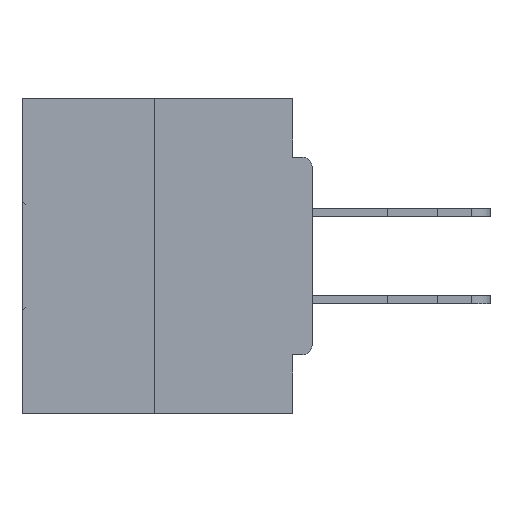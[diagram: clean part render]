
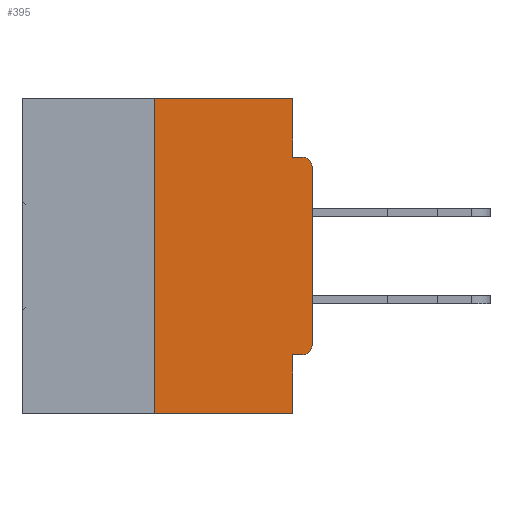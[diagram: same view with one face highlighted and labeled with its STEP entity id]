
A CAD part, left-side view. The second image highlights one B-rep face of the part: STEP entity #395.
In plain terms, the highlighted planar face has unit normal (-1, 0, 0).
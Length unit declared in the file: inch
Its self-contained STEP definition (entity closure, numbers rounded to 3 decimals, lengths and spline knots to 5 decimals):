
#62 = DIRECTION ( 'NONE',  ( 0., 0., 1. ) ) ;
#191 = CARTESIAN_POINT ( 'NONE',  ( 0., 0.031, 0. ) ) ;
#395 = ADVANCED_FACE ( 'NONE', ( #18026 ), #33594, .F. ) ;
#945 = VERTEX_POINT ( 'NONE', #20261 ) ;
#1655 = VECTOR ( 'NONE', #40587, 39.37008 ) ;
#2001 = CARTESIAN_POINT ( 'NONE',  ( 0., 0.25, 0. ) ) ;
#2203 = DIRECTION ( 'NONE',  ( 0., 1., 0. ) ) ;
#2509 = VECTOR ( 'NONE', #27147, 39.37008 ) ;
#3464 = EDGE_CURVE ( 'NONE', #22878, #43692, #6198, .T. ) ;
#4417 = CARTESIAN_POINT ( 'NONE',  ( 0., 0.015, -0.3915 ) ) ;
#4516 = DIRECTION ( 'NONE',  ( -1., 0., 0. ) ) ;
#4670 = LINE ( 'NONE', #40560, #33721 ) ;
#5720 = LINE ( 'NONE', #29778, #23105 ) ;
#5990 = CARTESIAN_POINT ( 'NONE',  ( 0., 0.46, 0. ) ) ;
#6198 = LINE ( 'NONE', #41928, #12025 ) ;
#6623 = CARTESIAN_POINT ( 'NONE',  ( 0., 0., -0.0935 ) ) ;
#6773 = ORIENTED_EDGE ( 'NONE', *, *, #43035, .T. ) ;
#8186 = VERTEX_POINT ( 'NONE', #39150 ) ;
#9198 = CARTESIAN_POINT ( 'NONE',  ( 0., 0., -0.4065 ) ) ;
#10571 = ORIENTED_EDGE ( 'NONE', *, *, #13584, .F. ) ;
#10681 = LINE ( 'NONE', #6623, #1655 ) ;
#12025 = VECTOR ( 'NONE', #18691, 39.37008 ) ;
#13204 = CARTESIAN_POINT ( 'NONE',  ( 0., 0.031, -0.4065 ) ) ;
#13443 = EDGE_CURVE ( 'NONE', #43692, #945, #43741, .T. ) ;
#13584 = EDGE_CURVE ( 'NONE', #29175, #22878, #5720, .T. ) ;
#14398 = DIRECTION ( 'NONE',  ( 0., 0., -1. ) ) ;
#14635 = ORIENTED_EDGE ( 'NONE', *, *, #20391, .F. ) ;
#15214 = EDGE_CURVE ( 'NONE', #19335, #33163, #43067, .T. ) ;
#16142 = CARTESIAN_POINT ( 'NONE',  ( 0., 0.031, -0.5 ) ) ;
#16544 = VECTOR ( 'NONE', #29875, 39.37008 ) ;
#16852 = EDGE_CURVE ( 'NONE', #945, #33163, #10681, .T. ) ;
#17029 = EDGE_CURVE ( 'NONE', #8186, #33903, #29732, .T. ) ;
#17436 = AXIS2_PLACEMENT_3D ( 'NONE', #38143, #4516, #14398 ) ;
#17909 = AXIS2_PLACEMENT_3D ( 'NONE', #5990, #40227, #29619 ) ;
#18026 = FACE_OUTER_BOUND ( 'NONE', #32986, .T. ) ;
#18677 = LINE ( 'NONE', #16142, #16544 ) ;
#18691 = DIRECTION ( 'NONE',  ( 0., -1., 0. ) ) ;
#19169 = ORIENTED_EDGE ( 'NONE', *, *, #13443, .F. ) ;
#19335 = VERTEX_POINT ( 'NONE', #25163 ) ;
#20261 = CARTESIAN_POINT ( 'NONE',  ( 0., 0.031, -0.0935 ) ) ;
#20391 = EDGE_CURVE ( 'NONE', #35965, #39453, #18677, .T. ) ;
#20846 = CARTESIAN_POINT ( 'NONE',  ( 0., 0., -0.3915 ) ) ;
#21066 = ORIENTED_EDGE ( 'NONE', *, *, #24018, .T. ) ;
#21433 = EDGE_CURVE ( 'NONE', #8186, #35965, #29671, .T. ) ;
#22878 = VERTEX_POINT ( 'NONE', #2001 ) ;
#23025 = DIRECTION ( 'NONE',  ( 0., 0., -1. ) ) ;
#23105 = VECTOR ( 'NONE', #42952, 39.37008 ) ;
#24018 = EDGE_CURVE ( 'NONE', #29175, #39453, #32133, .T. ) ;
#24383 = VECTOR ( 'NONE', #2203, 39.37008 ) ;
#25163 = CARTESIAN_POINT ( 'NONE',  ( 0., 0., -0.1085 ) ) ;
#25174 = ORIENTED_EDGE ( 'NONE', *, *, #21433, .F. ) ;
#25341 = ORIENTED_EDGE ( 'NONE', *, *, #17029, .T. ) ;
#27147 = DIRECTION ( 'NONE',  ( 0., -1., 0. ) ) ;
#27216 = ORIENTED_EDGE ( 'NONE', *, *, #3464, .F. ) ;
#27975 = CARTESIAN_POINT ( 'NONE',  ( 0., 0.015, -0.0935 ) ) ;
#29149 = AXIS2_PLACEMENT_3D ( 'NONE', #4417, #30848, #41045 ) ;
#29175 = VERTEX_POINT ( 'NONE', #42751 ) ;
#29619 = DIRECTION ( 'NONE',  ( 0., 0., -1. ) ) ;
#29671 = LINE ( 'NONE', #9198, #24383 ) ;
#29732 = CIRCLE ( 'NONE', #29149, 0.015 ) ;
#29778 = CARTESIAN_POINT ( 'NONE',  ( 0., 0.25, 0. ) ) ;
#29875 = DIRECTION ( 'NONE',  ( 0., 0., -1. ) ) ;
#29966 = CARTESIAN_POINT ( 'NONE',  ( 0., 0.031, 0. ) ) ;
#30848 = DIRECTION ( 'NONE',  ( -1., 0., 0. ) ) ;
#32133 = LINE ( 'NONE', #37318, #2509 ) ;
#32986 = EDGE_LOOP ( 'NONE', ( #27216, #10571, #21066, #14635, #25174, #25341, #6773, #37001, #38030, #19169 ) ) ;
#33163 = VERTEX_POINT ( 'NONE', #27975 ) ;
#33594 = PLANE ( 'NONE',  #17909 ) ;
#33721 = VECTOR ( 'NONE', #62, 39.37008 ) ;
#33903 = VERTEX_POINT ( 'NONE', #20846 ) ;
#35965 = VERTEX_POINT ( 'NONE', #13204 ) ;
#37001 = ORIENTED_EDGE ( 'NONE', *, *, #15214, .T. ) ;
#37318 = CARTESIAN_POINT ( 'NONE',  ( 0., 0.46, -0.5 ) ) ;
#37922 = VECTOR ( 'NONE', #23025, 39.37008 ) ;
#38030 = ORIENTED_EDGE ( 'NONE', *, *, #16852, .F. ) ;
#38143 = CARTESIAN_POINT ( 'NONE',  ( 0., 0.015, -0.1085 ) ) ;
#39150 = CARTESIAN_POINT ( 'NONE',  ( 0., 0.015, -0.4065 ) ) ;
#39453 = VERTEX_POINT ( 'NONE', #40572 ) ;
#40227 = DIRECTION ( 'NONE',  ( 1., 0., 0. ) ) ;
#40560 = CARTESIAN_POINT ( 'NONE',  ( 0., 0., 0. ) ) ;
#40572 = CARTESIAN_POINT ( 'NONE',  ( 0., 0.031, -0.5 ) ) ;
#40587 = DIRECTION ( 'NONE',  ( 0., -1., 0. ) ) ;
#41045 = DIRECTION ( 'NONE',  ( 0., 0., -1. ) ) ;
#41928 = CARTESIAN_POINT ( 'NONE',  ( 0., 0.46, 0. ) ) ;
#42751 = CARTESIAN_POINT ( 'NONE',  ( 0., 0.25, -0.5 ) ) ;
#42952 = DIRECTION ( 'NONE',  ( 0., 0., 1. ) ) ;
#43035 = EDGE_CURVE ( 'NONE', #33903, #19335, #4670, .T. ) ;
#43067 = CIRCLE ( 'NONE', #17436, 0.015 ) ;
#43692 = VERTEX_POINT ( 'NONE', #191 ) ;
#43741 = LINE ( 'NONE', #29966, #37922 ) ;
